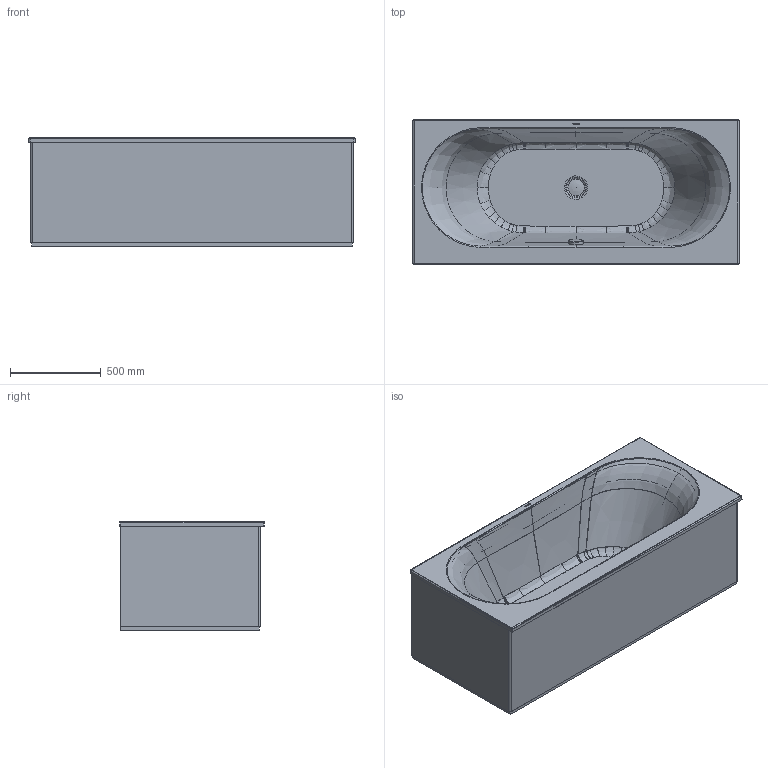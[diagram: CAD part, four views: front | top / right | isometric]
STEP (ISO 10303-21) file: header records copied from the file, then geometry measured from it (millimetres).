
FILE_DESCRIPTION((''),'2;1');
FILE_NAME('700244_2.stp','2011-05-18T20:40:50',('Administrator'),(''),'Autodesk Inventor 2011','Autodesk Inventor 2011','');
FILE_SCHEMA(('AUTOMOTIVE_DESIGN { 1 0 10303 214 1 1 1 1 }'));
Length unit declared in the file: millimetre
Products named in the file (6): 700244_2; 700244; Kelch_90; Stopfen_90; Verschluss_Ueberlauf; Verkleidung 700244
Assembly tree (5 placements, depth 2):
  700244_2
    700244
    Kelch_90
    Stopfen_90
    Verschluss_Ueberlauf
    Verkleidung 700244
Bounding box: 1800.12 x 800.27 x 600.12 mm (x, y, z)
Volume: 28124006.2 mm3; surface area: 9195947 mm2
Topology: 4 solids, 5 shells, 590 faces, 1676 edges, 1099 vertices
Faces by surface type: plane 265, bspline 264, cylinder 39, torus 10, sphere 8, cone 4
Full cylindrical faces by diameter (mm): 15 x1, 52 x1, 74 x1, 79.999 x1, 86 x1, 90 x2
Entity records: 31339 total; most frequent: CARTESIAN_POINT 17104, ORIENTED_EDGE 3283, DIRECTION 2123, EDGE_CURVE 1645, VERTEX_POINT 1095, VECTOR 791, LINE 791, AXIS2_PLACEMENT_3D 666
